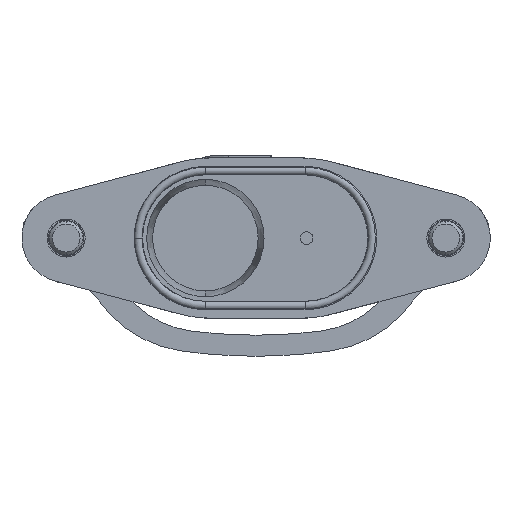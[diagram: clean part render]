
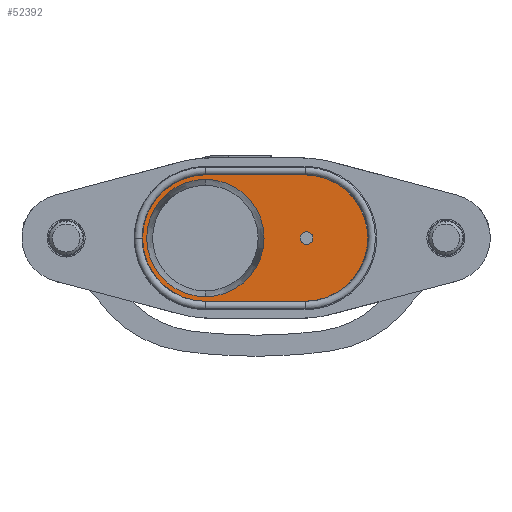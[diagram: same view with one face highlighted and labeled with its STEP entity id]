
A CAD part, front view. The second image highlights one B-rep face of the part: STEP entity #52392.
In plain terms, the highlighted planar face has unit normal (0, -1, 0).
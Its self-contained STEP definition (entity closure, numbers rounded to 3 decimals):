
#1810 = DIRECTION ( 'NONE',  ( 0., 0., 1. ) ) ;
#2810 = DIRECTION ( 'NONE',  ( -1., 0., 0. ) ) ;
#4283 = DIRECTION ( 'NONE',  ( 0., -1., 0. ) ) ;
#5376 = EDGE_CURVE ( 'NONE', #14330, #27237, #35362, .T. ) ;
#6501 = CIRCLE ( 'NONE', #19424, 1.5 ) ;
#6948 = DIRECTION ( 'NONE',  ( 0., 0., 1. ) ) ;
#8197 = EDGE_CURVE ( 'NONE', #70000, #10503, #46620, .T. ) ;
#8642 = CIRCLE ( 'NONE', #37050, 13.911 ) ;
#9298 = ORIENTED_EDGE ( 'NONE', *, *, #5376, .T. ) ;
#10503 = VERTEX_POINT ( 'NONE', #47137 ) ;
#11237 = DIRECTION ( 'NONE',  ( 0., 0., -1. ) ) ;
#14330 = VERTEX_POINT ( 'NONE', #42832 ) ;
#15080 = AXIS2_PLACEMENT_3D ( 'NONE', #63560, #35315, #6948 ) ;
#15637 = EDGE_CURVE ( 'NONE', #24432, #46763, #60187, .T. ) ;
#15895 = DIRECTION ( 'NONE',  ( 0., 0., -1. ) ) ;
#15963 = CARTESIAN_POINT ( 'NONE',  ( 14., 0., 0. ) ) ;
#16501 = DIRECTION ( 'NONE',  ( 0., -1., 0. ) ) ;
#17374 = EDGE_LOOP ( 'NONE', ( #24015, #44395, #59267, #9298 ) ) ;
#18178 = VERTEX_POINT ( 'NONE', #19798 ) ;
#19424 = AXIS2_PLACEMENT_3D ( 'NONE', #50348, #45144, #15895 ) ;
#19798 = CARTESIAN_POINT ( 'NONE',  ( -10., 0., 13.911 ) ) ;
#21720 = DIRECTION ( 'NONE',  ( 1., 0., 0. ) ) ;
#24015 = ORIENTED_EDGE ( 'NONE', *, *, #69052, .T. ) ;
#24154 = VECTOR ( 'NONE', #2810, 1000. ) ;
#24432 = VERTEX_POINT ( 'NONE', #39829 ) ;
#25203 = ORIENTED_EDGE ( 'NONE', *, *, #8197, .F. ) ;
#25670 = CARTESIAN_POINT ( 'NONE',  ( 13.5, 0., 15. ) ) ;
#27237 = VERTEX_POINT ( 'NONE', #31874 ) ;
#30584 = FACE_BOUND ( 'NONE', #58185, .T. ) ;
#31771 = AXIS2_PLACEMENT_3D ( 'NONE', #15963, #4283, #38312 ) ;
#31874 = CARTESIAN_POINT ( 'NONE',  ( 13.5, 0., 15. ) ) ;
#32689 = EDGE_CURVE ( 'NONE', #18178, #48450, #53251, .T. ) ;
#35315 = DIRECTION ( 'NONE',  ( 0., 1., 0. ) ) ;
#35362 = CIRCLE ( 'NONE', #59735, 15. ) ;
#37050 = AXIS2_PLACEMENT_3D ( 'NONE', #73270, #16501, #11237 ) ;
#37877 = CARTESIAN_POINT ( 'NONE',  ( -10., 0., -15. ) ) ;
#38312 = DIRECTION ( 'NONE',  ( 0., 0., -1. ) ) ;
#38837 = EDGE_CURVE ( 'NONE', #48450, #18178, #8642, .T. ) ;
#39829 = CARTESIAN_POINT ( 'NONE',  ( -10., 0., -15. ) ) ;
#40642 = CARTESIAN_POINT ( 'NONE',  ( 14., 0., -1.5 ) ) ;
#42168 = CARTESIAN_POINT ( 'NONE',  ( 13.5, 0., 0. ) ) ;
#42701 = ORIENTED_EDGE ( 'NONE', *, *, #38837, .F. ) ;
#42832 = CARTESIAN_POINT ( 'NONE',  ( 13.5, 0., -15. ) ) ;
#43913 = FACE_BOUND ( 'NONE', #44290, .T. ) ;
#44167 = EDGE_CURVE ( 'NONE', #10503, #70000, #6501, .T. ) ;
#44290 = EDGE_LOOP ( 'NONE', ( #42701, #68050 ) ) ;
#44395 = ORIENTED_EDGE ( 'NONE', *, *, #15637, .F. ) ;
#45144 = DIRECTION ( 'NONE',  ( 0., -1., 0. ) ) ;
#46620 = CIRCLE ( 'NONE', #31771, 1.5 ) ;
#46763 = VERTEX_POINT ( 'NONE', #63907 ) ;
#47050 = ORIENTED_EDGE ( 'NONE', *, *, #44167, .F. ) ;
#47137 = CARTESIAN_POINT ( 'NONE',  ( 14., 0., 1.5 ) ) ;
#48096 = DIRECTION ( 'NONE',  ( 0., 0., -1. ) ) ;
#48109 = LINE ( 'NONE', #25670, #24154 ) ;
#48190 = DIRECTION ( 'NONE',  ( 0., 0., -1. ) ) ;
#48450 = VERTEX_POINT ( 'NONE', #56781 ) ;
#49818 = AXIS2_PLACEMENT_3D ( 'NONE', #58393, #58138, #1810 ) ;
#50348 = CARTESIAN_POINT ( 'NONE',  ( 14., 0., 0. ) ) ;
#51703 = LINE ( 'NONE', #37877, #70317 ) ;
#52164 = PLANE ( 'NONE',  #15080 ) ;
#52392 = ADVANCED_FACE ( 'NONE', ( #64318, #30584, #43913 ), #52164, .F. ) ;
#53251 = CIRCLE ( 'NONE', #67331, 13.911 ) ;
#55055 = EDGE_CURVE ( 'NONE', #24432, #14330, #51703, .T. ) ;
#56781 = CARTESIAN_POINT ( 'NONE',  ( -10., 0., -13.911 ) ) ;
#58138 = DIRECTION ( 'NONE',  ( 0., 1., 0. ) ) ;
#58185 = EDGE_LOOP ( 'NONE', ( #25203, #47050 ) ) ;
#58393 = CARTESIAN_POINT ( 'NONE',  ( -10., 0., 0. ) ) ;
#59267 = ORIENTED_EDGE ( 'NONE', *, *, #55055, .T. ) ;
#59735 = AXIS2_PLACEMENT_3D ( 'NONE', #42168, #70413, #48096 ) ;
#60187 = CIRCLE ( 'NONE', #49818, 15. ) ;
#63560 = CARTESIAN_POINT ( 'NONE',  ( -8.5, 0., 11. ) ) ;
#63907 = CARTESIAN_POINT ( 'NONE',  ( -10., 0., 15. ) ) ;
#64318 = FACE_OUTER_BOUND ( 'NONE', #17374, .T. ) ;
#65258 = CARTESIAN_POINT ( 'NONE',  ( -10., 0., 0. ) ) ;
#67331 = AXIS2_PLACEMENT_3D ( 'NONE', #65258, #70997, #48190 ) ;
#68050 = ORIENTED_EDGE ( 'NONE', *, *, #32689, .F. ) ;
#69052 = EDGE_CURVE ( 'NONE', #27237, #46763, #48109, .T. ) ;
#70000 = VERTEX_POINT ( 'NONE', #40642 ) ;
#70317 = VECTOR ( 'NONE', #21720, 1000. ) ;
#70413 = DIRECTION ( 'NONE',  ( 0., -1., 0. ) ) ;
#70997 = DIRECTION ( 'NONE',  ( 0., -1., 0. ) ) ;
#73270 = CARTESIAN_POINT ( 'NONE',  ( -10., 0., 0. ) ) ;
